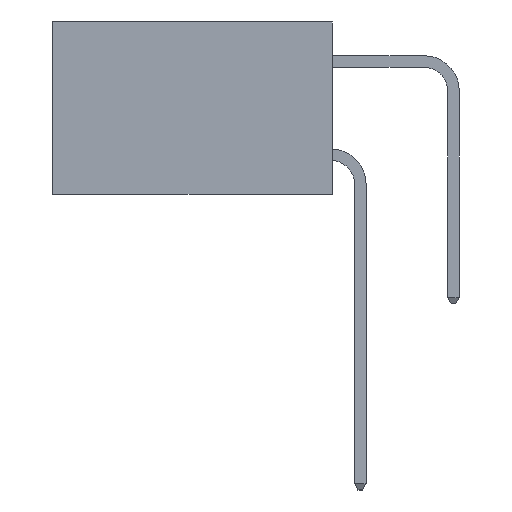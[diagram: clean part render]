
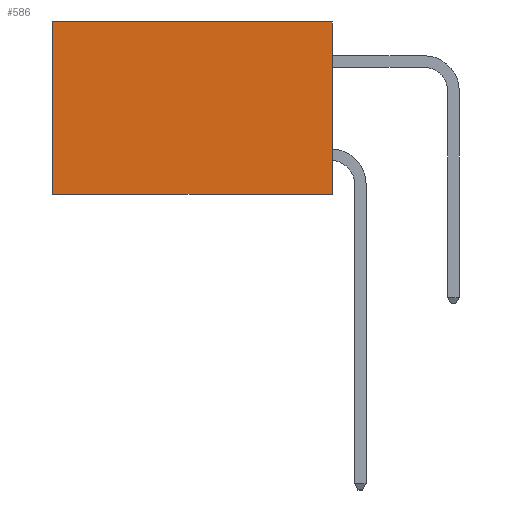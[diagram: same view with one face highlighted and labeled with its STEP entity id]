
A CAD part, left-side view. The second image highlights one B-rep face of the part: STEP entity #586.
In plain terms, the highlighted planar face has unit normal (-1, 0, 0).
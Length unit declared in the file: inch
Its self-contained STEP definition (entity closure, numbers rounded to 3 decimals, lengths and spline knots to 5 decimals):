
#586 = ADVANCED_FACE ( 'NONE', ( #12906 ), #4368, .F. ) ;
#910 = EDGE_CURVE ( 'NONE', #17421, #16726, #4986, .T. ) ;
#1777 = EDGE_CURVE ( 'NONE', #16726, #13355, #17069, .T. ) ;
#2511 = VECTOR ( 'NONE', #3096, 39.37008 ) ;
#2558 = EDGE_CURVE ( 'NONE', #7495, #13355, #16395, .T. ) ;
#3096 = DIRECTION ( 'NONE',  ( 0., 0., -1. ) ) ;
#3472 = CARTESIAN_POINT ( 'NONE',  ( 0.2615, 0.6, -0.37 ) ) ;
#4349 = CARTESIAN_POINT ( 'NONE',  ( 0.2615, 0., -0.37 ) ) ;
#4368 = PLANE ( 'NONE',  #13315 ) ;
#4836 = DIRECTION ( 'NONE',  ( 0., 0., -1. ) ) ;
#4878 = DIRECTION ( 'NONE',  ( 1., 0., 0. ) ) ;
#4922 = VECTOR ( 'NONE', #12117, 39.37008 ) ;
#4986 = LINE ( 'NONE', #16594, #12281 ) ;
#5137 = VECTOR ( 'NONE', #11037, 39.37008 ) ;
#6351 = CARTESIAN_POINT ( 'NONE',  ( 0.2615, 0., 0. ) ) ;
#7495 = VERTEX_POINT ( 'NONE', #11872 ) ;
#7570 = EDGE_LOOP ( 'NONE', ( #10028, #13116, #9743, #9211 ) ) ;
#7572 = CARTESIAN_POINT ( 'NONE',  ( 0.2615, 0.6, 0. ) ) ;
#8542 = LINE ( 'NONE', #9266, #4922 ) ;
#9211 = ORIENTED_EDGE ( 'NONE', *, *, #910, .T. ) ;
#9266 = CARTESIAN_POINT ( 'NONE',  ( 0.2615, 0., -0.37 ) ) ;
#9743 = ORIENTED_EDGE ( 'NONE', *, *, #16931, .F. ) ;
#10028 = ORIENTED_EDGE ( 'NONE', *, *, #1777, .T. ) ;
#10911 = CARTESIAN_POINT ( 'NONE',  ( 0.2615, 0., -0.37 ) ) ;
#11037 = DIRECTION ( 'NONE',  ( 0., 1., 0. ) ) ;
#11872 = CARTESIAN_POINT ( 'NONE',  ( 0.2615, 0., -0.37 ) ) ;
#12117 = DIRECTION ( 'NONE',  ( 0., 0., -1. ) ) ;
#12281 = VECTOR ( 'NONE', #16491, 39.37008 ) ;
#12906 = FACE_OUTER_BOUND ( 'NONE', #7570, .T. ) ;
#13116 = ORIENTED_EDGE ( 'NONE', *, *, #2558, .F. ) ;
#13122 = CARTESIAN_POINT ( 'NONE',  ( 0.2615, 0.6, -0.37 ) ) ;
#13315 = AXIS2_PLACEMENT_3D ( 'NONE', #4349, #4878, #4836 ) ;
#13355 = VERTEX_POINT ( 'NONE', #13122 ) ;
#16395 = LINE ( 'NONE', #10911, #5137 ) ;
#16491 = DIRECTION ( 'NONE',  ( 0., 1., 0. ) ) ;
#16594 = CARTESIAN_POINT ( 'NONE',  ( 0.2615, 0., 0. ) ) ;
#16726 = VERTEX_POINT ( 'NONE', #7572 ) ;
#16931 = EDGE_CURVE ( 'NONE', #17421, #7495, #8542, .T. ) ;
#17069 = LINE ( 'NONE', #3472, #2511 ) ;
#17421 = VERTEX_POINT ( 'NONE', #6351 ) ;
